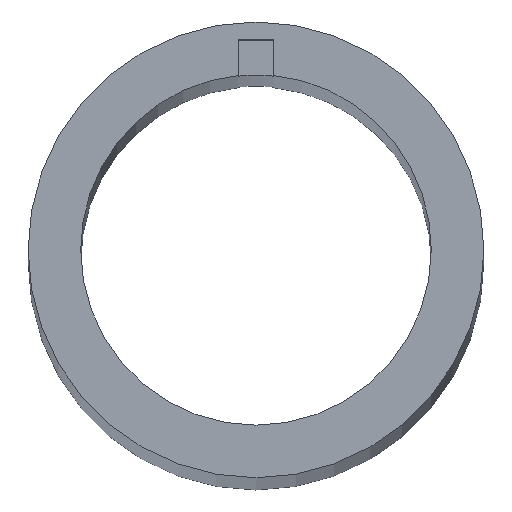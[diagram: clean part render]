
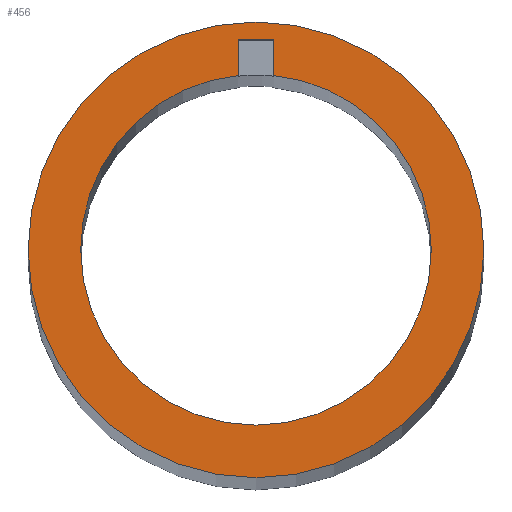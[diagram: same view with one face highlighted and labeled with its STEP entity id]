
A CAD part, top view. The second image highlights one B-rep face of the part: STEP entity #456.
In plain terms, the highlighted planar face has unit normal (0, 0, 1).
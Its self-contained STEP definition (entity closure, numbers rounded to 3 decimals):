
#4 = CARTESIAN_POINT ( 'NONE',  ( 1., 9.95, 400. ) ) ;
#14 = CIRCLE ( 'NONE', #372, 10. ) ;
#15 = CARTESIAN_POINT ( 'NONE',  ( 0., 0., 400. ) ) ;
#18 = CARTESIAN_POINT ( 'NONE',  ( 0., 0., 400. ) ) ;
#20 = PLANE ( 'NONE',  #271 ) ;
#31 = VERTEX_POINT ( 'NONE', #304 ) ;
#34 = VERTEX_POINT ( 'NONE', #511 ) ;
#48 = VERTEX_POINT ( 'NONE', #146 ) ;
#50 = VERTEX_POINT ( 'NONE', #144 ) ;
#52 = EDGE_CURVE ( 'NONE', #94, #509, #233, .T. ) ;
#56 = EDGE_CURVE ( 'NONE', #31, #75, #309, .T. ) ;
#64 = FACE_OUTER_BOUND ( 'NONE', #103, .T. ) ;
#66 = CARTESIAN_POINT ( 'NONE',  ( -1., 9.95, 400. ) ) ;
#67 = CARTESIAN_POINT ( 'NONE',  ( -13., 0., 400. ) ) ;
#70 = VERTEX_POINT ( 'NONE', #66 ) ;
#75 = VERTEX_POINT ( 'NONE', #4 ) ;
#94 = VERTEX_POINT ( 'NONE', #280 ) ;
#103 = EDGE_LOOP ( 'NONE', ( #466, #393 ) ) ;
#105 = DIRECTION ( 'NONE',  ( 1., 0., 0. ) ) ;
#108 = ORIENTED_EDGE ( 'NONE', *, *, #435, .F. ) ;
#111 = CARTESIAN_POINT ( 'NONE',  ( -1., 9.95, 400. ) ) ;
#120 = DIRECTION ( 'NONE',  ( 1., 0., 0. ) ) ;
#144 = CARTESIAN_POINT ( 'NONE',  ( -10., 0., 400. ) ) ;
#146 = CARTESIAN_POINT ( 'NONE',  ( -1., 12., 400. ) ) ;
#148 = FACE_BOUND ( 'NONE', #338, .T. ) ;
#150 = DIRECTION ( 'NONE',  ( 1., 0., 0. ) ) ;
#160 = VECTOR ( 'NONE', #234, 1000. ) ;
#161 = CIRCLE ( 'NONE', #337, 13. ) ;
#172 = DIRECTION ( 'NONE',  ( 0., 0., 1. ) ) ;
#176 = CARTESIAN_POINT ( 'NONE',  ( 1., 9.95, 400. ) ) ;
#179 = CARTESIAN_POINT ( 'NONE',  ( 0., 0., 400. ) ) ;
#189 = EDGE_CURVE ( 'NONE', #70, #50, #462, .T. ) ;
#195 = ORIENTED_EDGE ( 'NONE', *, *, #189, .F. ) ;
#202 = DIRECTION ( 'NONE',  ( 1., 0., 0. ) ) ;
#209 = DIRECTION ( 'NONE',  ( 0., 1., 0. ) ) ;
#217 = ORIENTED_EDGE ( 'NONE', *, *, #56, .F. ) ;
#220 = AXIS2_PLACEMENT_3D ( 'NONE', #313, #474, #120 ) ;
#233 = CIRCLE ( 'NONE', #243, 13. ) ;
#234 = DIRECTION ( 'NONE',  ( -1., 0., 0. ) ) ;
#243 = AXIS2_PLACEMENT_3D ( 'NONE', #179, #459, #105 ) ;
#249 = LINE ( 'NONE', #176, #505 ) ;
#256 = CARTESIAN_POINT ( 'NONE',  ( 0., 0., 400. ) ) ;
#271 = AXIS2_PLACEMENT_3D ( 'NONE', #299, #414, #305 ) ;
#279 = DIRECTION ( 'NONE',  ( 1., 0., 0. ) ) ;
#280 = CARTESIAN_POINT ( 'NONE',  ( 13., 0., 400. ) ) ;
#284 = CARTESIAN_POINT ( 'NONE',  ( -1., 12., 400. ) ) ;
#291 = VECTOR ( 'NONE', #495, 1000. ) ;
#295 = ORIENTED_EDGE ( 'NONE', *, *, #416, .F. ) ;
#299 = CARTESIAN_POINT ( 'NONE',  ( 0., 0., 400. ) ) ;
#304 = CARTESIAN_POINT ( 'NONE',  ( 10., 0., 400. ) ) ;
#305 = DIRECTION ( 'NONE',  ( 1., 0., 0. ) ) ;
#309 = CIRCLE ( 'NONE', #469, 10. ) ;
#313 = CARTESIAN_POINT ( 'NONE',  ( 0., 0., 400. ) ) ;
#331 = EDGE_CURVE ( 'NONE', #34, #48, #396, .T. ) ;
#337 = AXIS2_PLACEMENT_3D ( 'NONE', #18, #484, #202 ) ;
#338 = EDGE_LOOP ( 'NONE', ( #108, #217, #295, #195, #351, #395 ) ) ;
#351 = ORIENTED_EDGE ( 'NONE', *, *, #498, .F. ) ;
#372 = AXIS2_PLACEMENT_3D ( 'NONE', #15, #172, #279 ) ;
#393 = ORIENTED_EDGE ( 'NONE', *, *, #52, .T. ) ;
#395 = ORIENTED_EDGE ( 'NONE', *, *, #331, .F. ) ;
#396 = LINE ( 'NONE', #284, #160 ) ;
#399 = EDGE_CURVE ( 'NONE', #509, #94, #161, .T. ) ;
#414 = DIRECTION ( 'NONE',  ( 0., 0., 1. ) ) ;
#416 = EDGE_CURVE ( 'NONE', #50, #31, #14, .T. ) ;
#418 = DIRECTION ( 'NONE',  ( 0., 0., 1. ) ) ;
#419 = LINE ( 'NONE', #111, #291 ) ;
#435 = EDGE_CURVE ( 'NONE', #75, #34, #249, .T. ) ;
#456 = ADVANCED_FACE ( 'NONE', ( #148, #64 ), #20, .T. ) ;
#459 = DIRECTION ( 'NONE',  ( 0., 0., 1. ) ) ;
#462 = CIRCLE ( 'NONE', #220, 10. ) ;
#466 = ORIENTED_EDGE ( 'NONE', *, *, #399, .T. ) ;
#469 = AXIS2_PLACEMENT_3D ( 'NONE', #256, #418, #150 ) ;
#474 = DIRECTION ( 'NONE',  ( 0., 0., 1. ) ) ;
#484 = DIRECTION ( 'NONE',  ( 0., 0., 1. ) ) ;
#495 = DIRECTION ( 'NONE',  ( 0., -1., 0. ) ) ;
#498 = EDGE_CURVE ( 'NONE', #48, #70, #419, .T. ) ;
#505 = VECTOR ( 'NONE', #209, 1000. ) ;
#509 = VERTEX_POINT ( 'NONE', #67 ) ;
#511 = CARTESIAN_POINT ( 'NONE',  ( 1., 12., 400. ) ) ;
